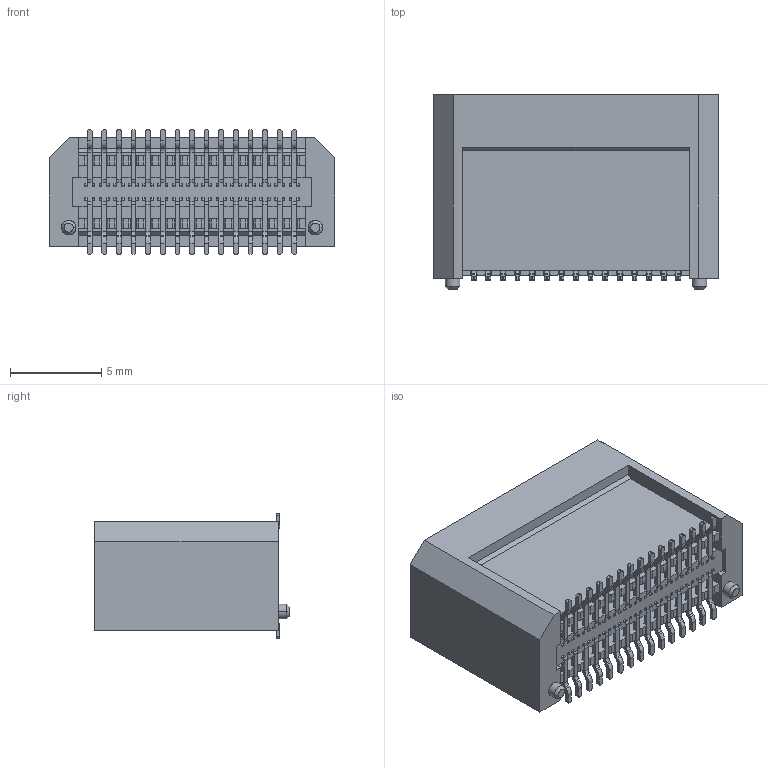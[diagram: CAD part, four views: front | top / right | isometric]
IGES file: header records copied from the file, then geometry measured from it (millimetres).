
Start section: ZWSOFT
Global section: file name: 3617-PXXX-101XXR01.igs; native system: ZW3D; preprocessor: 1.0; author: ZW3D; organization: ZWSOFT; date: 230323.110121; units: millimetre
Bounding box: 15.65 x 10.65 x 6.82 mm (x, y, z)
Surface area: 1186.1 mm2 (no closed solid volume)
Topology: 0 solids, 0 shells, 1872 faces, 9638 edges, 9638 vertices
Faces by surface type: bspline 1872
